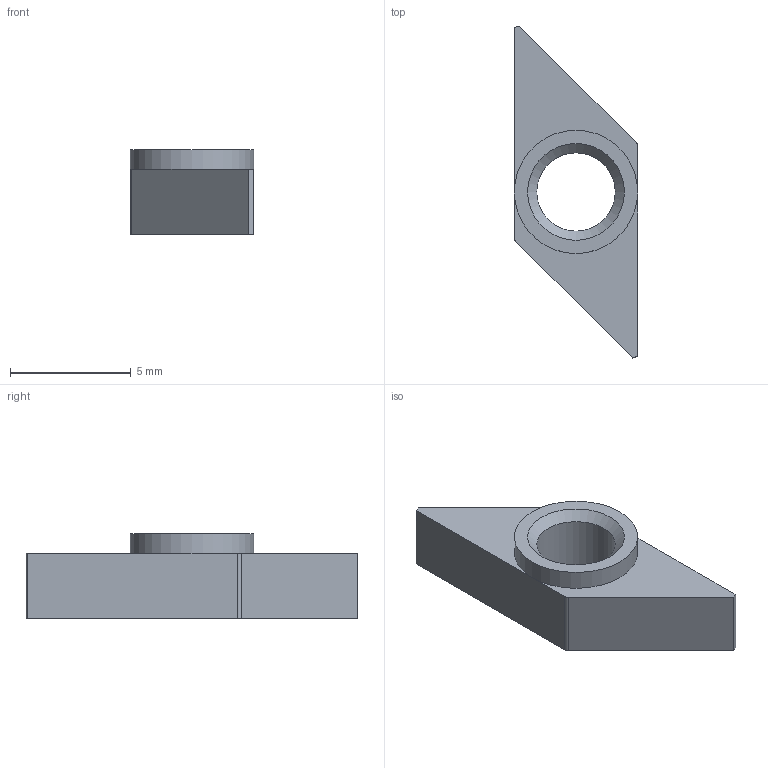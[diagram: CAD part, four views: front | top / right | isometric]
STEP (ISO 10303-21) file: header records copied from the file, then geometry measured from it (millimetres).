
FILE_DESCRIPTION(/* description */ ('STEP AP214'),/* implementation_level */ '2;1');
FILE_NAME(/* name */ '8028500_ABAN-8-1M4-5-P2',/* time_stamp */ '2024-07-30T13:16:44+02:00',/* author */ ('License CC BY-ND 4.0'),/* organization */ ('CADENAS'),/* preprocessor_version */ 'ST-DEVELOPER v19.3',/* originating_system */ 'PARTsolutions',/* authorisation */ ' ');
FILE_SCHEMA (('AUTOMOTIVE_DESIGN {1 0 10303 214 3 1 1}'));
Length unit declared in the file: millimetre
Products named in the file (1): 8028500 ABAN-8-1M4-5-P2
Bounding box: 5.1 x 13.72 x 3.5 mm (x, y, z)
Volume: 110.3 mm3; surface area: 205.9 mm2
Topology: 1 solids, 1 shells, 16 faces, 37 edges, 23 vertices
Faces by surface type: plane 10, cylinder 4, cone 2
Full cylindrical faces by diameter (mm): 3.242 x1, 5.1 x1
Entity records: 466 total; most frequent: DIRECTION 78, CARTESIAN_POINT 73, ORIENTED_EDGE 66, EDGE_CURVE 33, AXIS2_PLACEMENT_3D 28, VERTEX_POINT 23, LINE 22, VECTOR 22
